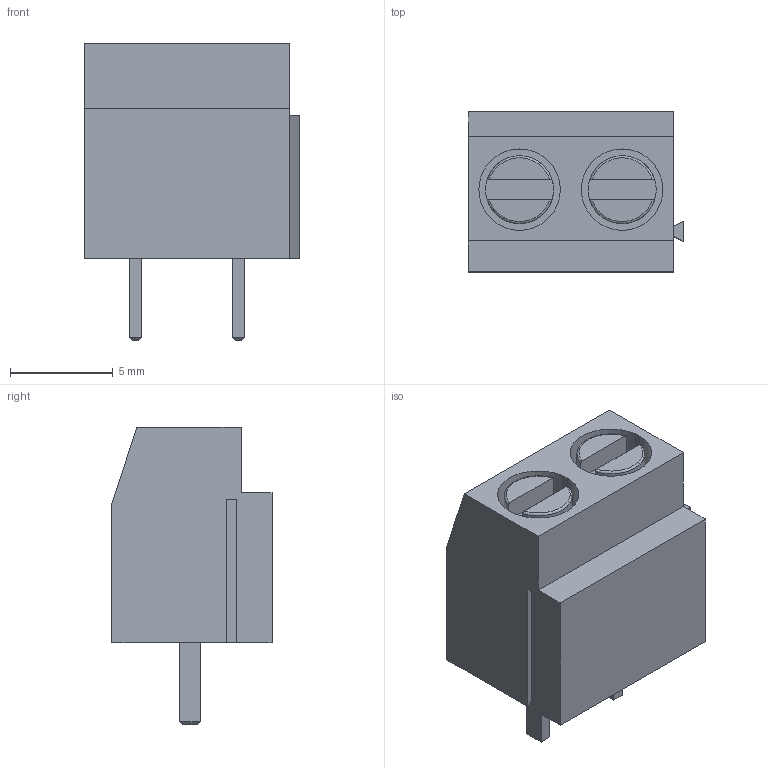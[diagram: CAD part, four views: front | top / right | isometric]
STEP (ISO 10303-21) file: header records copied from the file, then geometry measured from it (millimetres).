
FILE_DESCRIPTION (( 'STEP AP214' ), '1' );
FILE_NAME ('CONN-TH_2P-P5.00_JL126-50002G01.step', '2022-07-29T16:09:16', ( '' ), ( '' ), 'SwSTEP 2.0', 'SolidWorks 2020', '' );
FILE_SCHEMA (( 'AUTOMOTIVE_DESIGN' ));
Length unit declared in the file: millimetre
Products named in the file (1): CONN-TH_2P-P5.00_JL126-50002G01
Bounding box: 10.5 x 7.8 x 14.52 mm (x, y, z)
Volume: 655.8 mm3; surface area: 699.8 mm2
Topology: 14 solids, 14 shells, 412 faces, 1099 edges, 730 vertices
Faces by surface type: plane 265, bspline 135, cylinder 8, torus 4
Entity records: 18414 total; most frequent: CARTESIAN_POINT 5539, ORIENTED_EDGE 2198, DIRECTION 1401, EDGE_CURVE 1099, VECTOR 789, LINE 789, VERTEX_POINT 730, EDGE_LOOP 439
